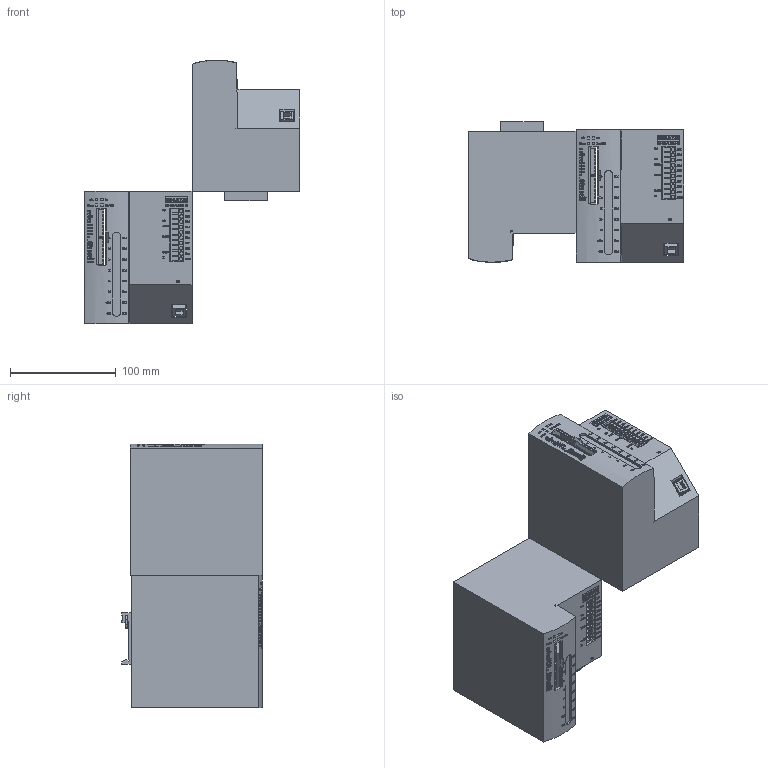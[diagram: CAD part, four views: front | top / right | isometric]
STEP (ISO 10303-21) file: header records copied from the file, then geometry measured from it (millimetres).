
FILE_DESCRIPTION( ( 'Unknown' ), '1' );
FILE_NAME( '6ep19312fc42_001_stp.stp', 'Unknown', ( 'Rumpler' ), ( 'Unknown' ), 'PSStep 10.0', 'Unknown', ' ' );
FILE_SCHEMA( ( 'AUTOMOTIVE_DESIGN { 1 0 10303 214 1 1 1 1 }' ) );
Length unit declared in the file: millimetre
Products named in the file (8): Assem1; C98130-A7555-A109
Bounding box: 204 x 133 x 249 mm (x, y, z)
Volume: 397318.1 mm3; surface area: 298948.2 mm2
Topology: 14 solids, 30 shells, 6476 faces, 16582 edges, 11066 vertices
Faces by surface type: plane 5012, extrusion 936, cylinder 510, torus 8, cone 6, bspline 4
Full cylindrical faces by diameter (mm): 0.126 x4, 0.134 x4, 0.52 x16, 1 x4, 1.3 x40, 1.5 x8, 3.2 x14, 3.5 x20, 3.9 x8, 6.3 x8
Entity records: 143524 total; most frequent: CARTESIAN_POINT 39916, ORIENTED_EDGE 16218, DIRECTION 14556, EDGE_CURVE 8109, VECTOR 6238, LINE 5770, VERTEX_POINT 5485, AXIS2_PLACEMENT_3D 4159
